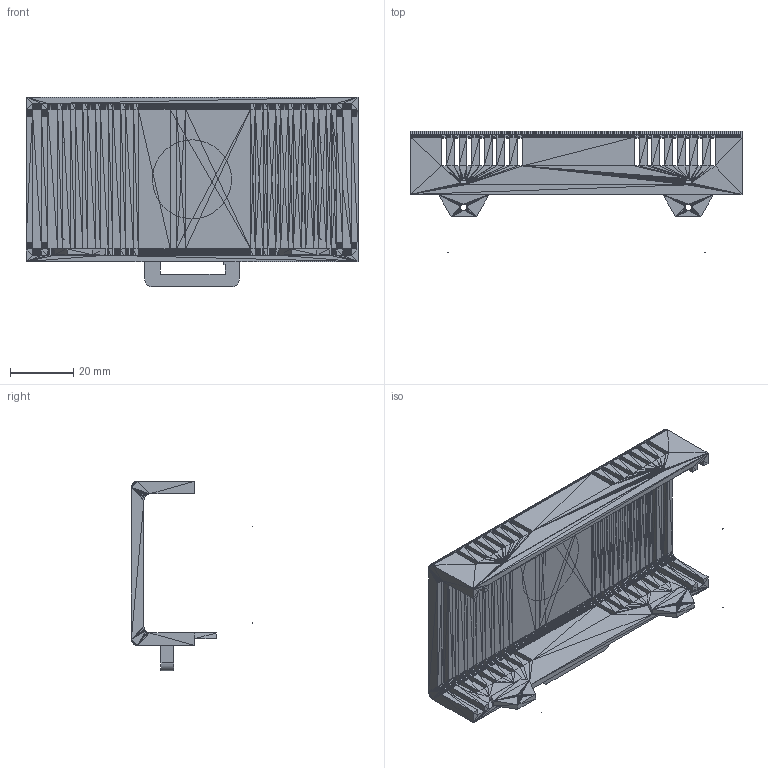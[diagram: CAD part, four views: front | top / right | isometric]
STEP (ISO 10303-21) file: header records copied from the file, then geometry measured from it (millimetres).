
FILE_DESCRIPTION(/* description */ (''),/* implementation_level */ '2;1');
FILE_NAME(/* name */ 'top shell latest.step',/* time_stamp */ '2017-07-14T15:24:46+06:00',/* author */ (''),/* organization */ (''),/* preprocessor_version */ 'ST-DEVELOPER v16.13',/* originating_system */ 'Autodesk Translation Framework v6.1.1.50',/* authorisation */ '');
FILE_SCHEMA (('AUTOMOTIVE_DESIGN { 1 0 10303 214 3 1 1 }'));
Products named in the file (1): Untitled(1)
Bounding box: 105 x 38.39 x 60 mm (x, y, z)
Volume: 19346 mm3; surface area: 26700.1 mm2
Topology: 1 solids, 5 shells, 4710 faces, 6980 edges, 2254 vertices
Faces by surface type: plane 4707, cylinder 3
Full cylindrical faces by diameter (mm): 25 x1
Entity records: 91372 total; most frequent: DIRECTION 16433, ORIENTED_EDGE 14212, CARTESIAN_POINT 13942, EDGE_CURVE 6978, LINE 6945, VECTOR 6945, AXIS2_PLACEMENT_3D 4744, EDGE_LOOP 4711
